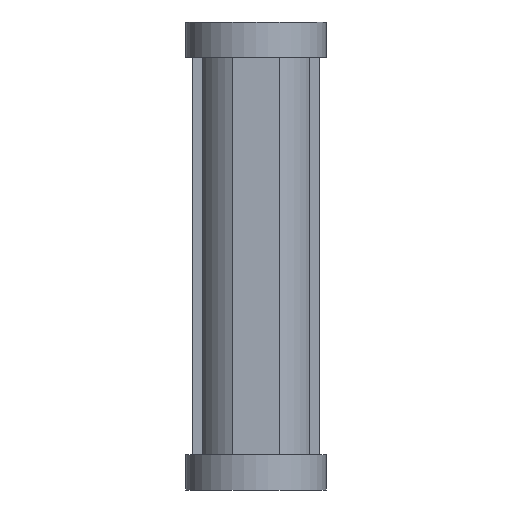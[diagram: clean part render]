
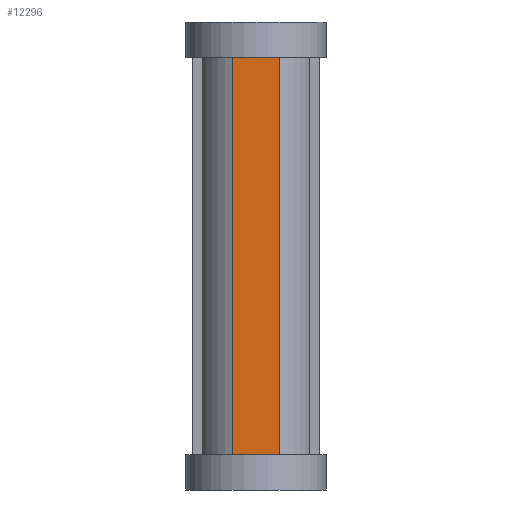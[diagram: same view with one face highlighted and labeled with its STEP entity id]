
A CAD part, front view. The second image highlights one B-rep face of the part: STEP entity #12296.
In plain terms, the highlighted planar face has unit normal (0, -1, 0).
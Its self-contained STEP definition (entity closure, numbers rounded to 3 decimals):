
#8238 = LINE ( 'NONE', #8275, #8274 ) ;
#8272 = LINE ( 'NONE', #8320, #8319 ) ;
#8273 = DIRECTION ( 'NONE',  ( 0., 0., -1. ) ) ;
#8274 = VECTOR ( 'NONE', #8273, 1000. ) ;
#8275 = CARTESIAN_POINT ( 'NONE',  ( -4.655, -14.674, 34.434 ) ) ;
#8318 = DIRECTION ( 'NONE',  ( 0., 0., -1. ) ) ;
#8319 = VECTOR ( 'NONE', #8318, 1000. ) ;
#8320 = CARTESIAN_POINT ( 'NONE',  ( 5.345, -14.674, 34.434 ) ) ;
#8362 = CARTESIAN_POINT ( 'NONE',  ( -4.655, -14.674, -88.75 ) ) ;
#8363 = LINE ( 'NONE', #8362, #8417 ) ;
#8408 = CARTESIAN_POINT ( 'NONE',  ( -4.655, -14.674, -88.75 ) ) ;
#8412 = DIRECTION ( 'NONE',  ( 1., 0., 0. ) ) ;
#8417 = VECTOR ( 'NONE', #8412, 1000. ) ;
#8421 = CARTESIAN_POINT ( 'NONE',  ( 5.345, -14.674, -88.75 ) ) ;
#8423 = DIRECTION ( 'NONE',  ( 0., 0., 1. ) ) ;
#8424 = DIRECTION ( 'NONE',  ( 0., 1., 0. ) ) ;
#8436 = CARTESIAN_POINT ( 'NONE',  ( -4.655, -14.674, 34.434 ) ) ;
#8437 = AXIS2_PLACEMENT_3D ( 'NONE', #8436, #8424, #8423 ) ;
#8458 = FACE_OUTER_BOUND ( 'NONE', #12269, .T. ) ;
#8491 = PLANE ( 'NONE',  #8437 ) ;
#8978 = CARTESIAN_POINT ( 'NONE',  ( 5.345, -14.674, -3.75 ) ) ;
#9104 = CARTESIAN_POINT ( 'NONE',  ( -4.655, -14.674, -3.75 ) ) ;
#9130 = CARTESIAN_POINT ( 'NONE',  ( -4.655, -14.674, -3.75 ) ) ;
#9147 = VECTOR ( 'NONE', #9189, 1000. ) ;
#9189 = DIRECTION ( 'NONE',  ( 1., 0., 0. ) ) ;
#9196 = LINE ( 'NONE', #9130, #9147 ) ;
#12204 = EDGE_CURVE ( 'NONE', #12638, #12246, #8238, .T. ) ;
#12205 = EDGE_CURVE ( 'NONE', #12614, #12227, #8272, .T. ) ;
#12226 = ORIENTED_EDGE ( 'NONE', *, *, #12205, .F. ) ;
#12227 = VERTEX_POINT ( 'NONE', #8421 ) ;
#12246 = VERTEX_POINT ( 'NONE', #8408 ) ;
#12247 = ORIENTED_EDGE ( 'NONE', *, *, #12204, .T. ) ;
#12251 = ORIENTED_EDGE ( 'NONE', *, *, #12254, .T. ) ;
#12253 = ORIENTED_EDGE ( 'NONE', *, *, #12695, .F. ) ;
#12254 = EDGE_CURVE ( 'NONE', #12246, #12227, #8363, .T. ) ;
#12269 = EDGE_LOOP ( 'NONE', ( #12253, #12247, #12251, #12226 ) ) ;
#12296 = ADVANCED_FACE ( 'NONE', ( #8458 ), #8491, .F. ) ;
#12614 = VERTEX_POINT ( 'NONE', #8978 ) ;
#12638 = VERTEX_POINT ( 'NONE', #9104 ) ;
#12695 = EDGE_CURVE ( 'NONE', #12638, #12614, #9196, .T. ) ;
